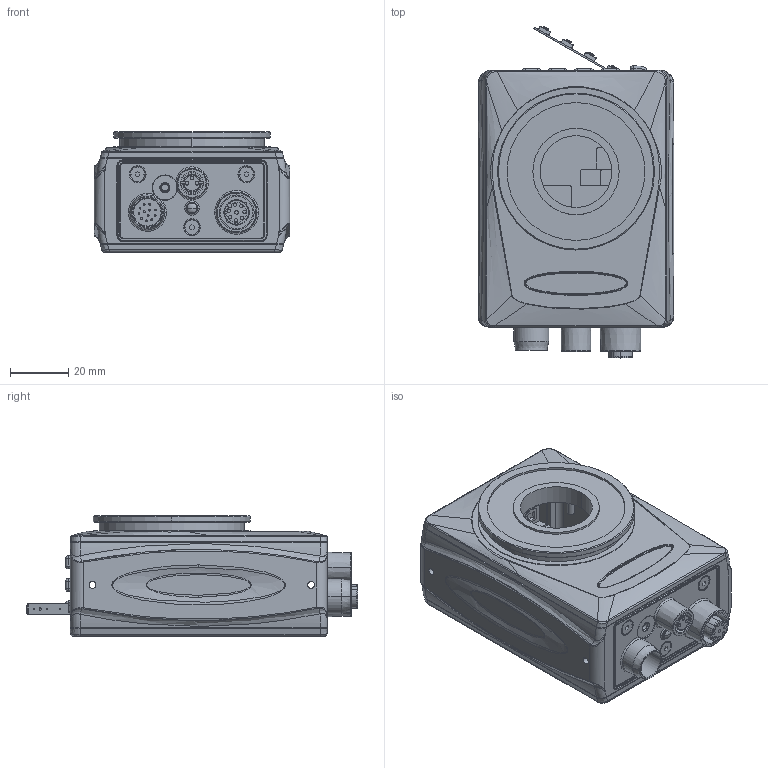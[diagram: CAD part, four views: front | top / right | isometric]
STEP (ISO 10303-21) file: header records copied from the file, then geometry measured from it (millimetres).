
FILE_DESCRIPTION((''),'2;1');
FILE_NAME('191628_ASM','2020-09-21T11:53:30',('PDMAdmin'),('BANNER ENGINEERING'),'CREO PARAMETRIC BY PTC INC, 2019292','CREO PARAMETRIC BY PTC INC, 2019292','');
FILE_SCHEMA(('CONFIG_CONTROL_DESIGN'));
Products named in the file (71): 174664_AF0; 174667_AF0; 174668_AF0; 174669_AF0; 176721_HOUSING_AF0; 183295_AF0; 183295_AF1; 183295_AF2; 183295_AF3; 183295_AF4; 183295_AF5; 183295_AF6; 183295_AF7; 183295_AF8; 183295_AF9; 183295_AF10; 183295_AF11; 176721_AF0_ASM; 176722_HOUSING_AF0; 183296_AF0; 183296_AF1; 183296_AF2; 183296_AF3; 183296_AF4; 183296_AF5; 183296_AF6; 183296_AF7; 176722_AF0_ASM; 176723_HOUSING_AF0; 183297_AF0; 183297_AF1; 183297_AF2; 176723_AF0_ASM; M3_HEX_FHCS_10MM_AF0; M3_HEX_FHCS_10MM_AF1; M3_HEX_FHCS_10MM_AF2; M3_HEX_FHCS_10MM_AF3; M2-5_HEX_FHCS_6MM_AF0; M2-5_HEX_FHCS_6MM_AF1; M2-5_HEX_FHCS_6MM_AF2 ...
Assembly tree (72 placements, depth 4):
  191628_ASM
    174664_AF0
    174667_AF0
    174668_AF0
    174669_AF0
    176721_AF0_ASM
      176721_HOUSING_AF0
      183295_AF0
      183295_AF1
      183295_AF2
      183295_AF3
      183295_AF4
      183295_AF5
      183295_AF6
      183295_AF7
      183295_AF8
      183295_AF9
      183295_AF10
      183295_AF11
    176722_AF0_ASM
      176722_HOUSING_AF0
      183296_AF0
      183296_AF1
      183296_AF2
      183296_AF3
      183296_AF4
      183296_AF5
      183296_AF6
      183296_AF7
    176723_AF0_ASM
      176723_HOUSING_AF0
      183297_AF0
      183297_AF1
      183297_AF2
    M3_HEX_FHCS_10MM_AF0
    M3_HEX_FHCS_10MM_AF1
    M3_HEX_FHCS_10MM_AF2
    M3_HEX_FHCS_10MM_AF3
    M2-5_HEX_FHCS_6MM_AF0
    M2-5_HEX_FHCS_6MM_AF1
    M2-5_HEX_FHCS_6MM_AF2
    172975_AF0_ASM
      164928_AF0_ASM
        164928_AF1
        164938_AF0
        164927_AF0
      166178_AF0_ASM
        166178_AF1
        DWAMP_RTRI_SWITCH_KMR2_AF0
        108873_AF2
        108873_AF3
        DWAMP_RTRI_SWITCH_KMR2_AF1
        DWAMP_RTRI_SWITCH_KMR2_AF2
        DWAMP_RTRI_SWITCH_KMR2_AF3
        147043_AF0
      166178_AF2_ASM
        166178_AF3
        DWAMP_RTRI_SWITCH_KMR2  x3
        108873_AF0
        108873_AF1
Bounding box: 67 x 113.89 x 41.4 mm (x, y, z)
Volume: 69406.7 mm3; surface area: 60197.1 mm2
Topology: 55 solids, 81 shells, 2900 faces, 7010 edges, 4339 vertices
Faces by surface type: cylinder 1070, plane 982, bspline 272, cone 271, torus 240, sphere 42, extrusion 23
Entity records: 102477 total; most frequent: CARTESIAN_POINT 36236, DIRECTION 14229, ORIENTED_EDGE 13214, EDGE_CURVE 6656, AXIS2_PLACEMENT_3D 5547, VERTEX_POINT 4147, VECTOR 3135, LINE 3112
